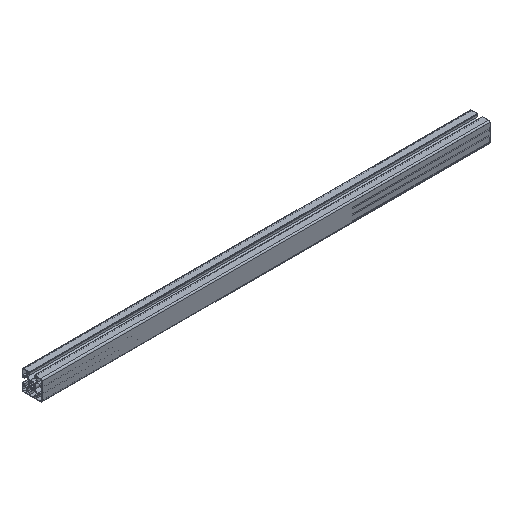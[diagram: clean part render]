
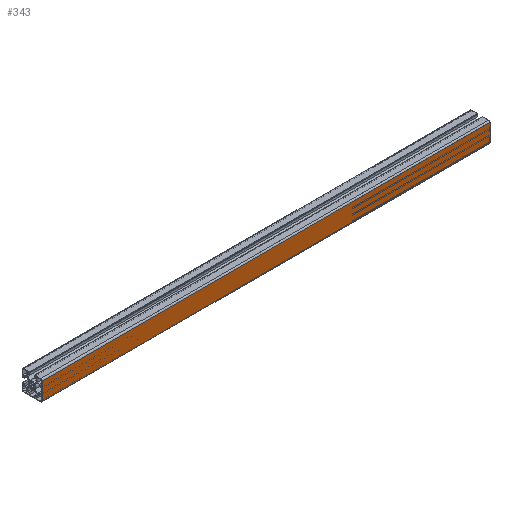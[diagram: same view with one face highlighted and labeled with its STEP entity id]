
A CAD part, isometric view. The second image highlights one B-rep face of the part: STEP entity #343.
In plain terms, the highlighted planar face has unit normal (0, -1, 0).
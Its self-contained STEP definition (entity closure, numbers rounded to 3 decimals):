
#343=ADVANCED_FACE('',(#709),#710,.T.);
#709=FACE_OUTER_BOUND('',#1109,.T.);
#710=PLANE('',#1110);
#1109=EDGE_LOOP('',(#1983,#1984,#1985,#1986));
#1110=AXIS2_PLACEMENT_3D('',#1987,#1988,#1989);
#1983=ORIENTED_EDGE('',*,*,#2849,.T.);
#1984=ORIENTED_EDGE('',*,*,#2850,.F.);
#1985=ORIENTED_EDGE('',*,*,#2851,.T.);
#1986=ORIENTED_EDGE('',*,*,#2846,.T.);
#1987=CARTESIAN_POINT('',(0.0,-22.5,0.));
#1988=DIRECTION('',(0.0,-1.0,0.0));
#1989=DIRECTION('',(0.0,0.0,-1.0));
#2846=EDGE_CURVE('',#3538,#3536,#3539,.T.);
#2849=EDGE_CURVE('',#3536,#3542,#3543,.T.);
#2850=EDGE_CURVE('',#3544,#3542,#3545,.T.);
#2851=EDGE_CURVE('',#3544,#3538,#3546,.T.);
#3536=VERTEX_POINT('',#4523);
#3538=VERTEX_POINT('',#4525);
#3539=LINE('',#4526,#4527);
#3542=VERTEX_POINT('',#4530);
#3543=LINE('',#4531,#4532);
#3544=VERTEX_POINT('',#4533);
#3545=LINE('',#4534,#4535);
#3546=LINE('',#4536,#4537);
#4523=CARTESIAN_POINT('',(1000.0,-22.5,-19.5));
#4525=CARTESIAN_POINT('',(0.0,-22.5,-19.5));
#4526=CARTESIAN_POINT('',(0.0,-22.5,-19.5));
#4527=VECTOR('',#5153,1.0);
#4530=CARTESIAN_POINT('',(1000.0,-22.5,19.5));
#4531=CARTESIAN_POINT('',(1000.0,-22.5,19.5));
#4532=VECTOR('',#5157,1.0);
#4533=CARTESIAN_POINT('',(0.0,-22.5,19.5));
#4534=CARTESIAN_POINT('',(0.0,-22.5,19.5));
#4535=VECTOR('',#5158,1.0);
#4536=CARTESIAN_POINT('',(0.0,-22.5,19.5));
#4537=VECTOR('',#5159,1.0);
#5153=DIRECTION('',(1.0,0.0,0.0));
#5157=DIRECTION('',(-0.0,0.0,1.0));
#5158=DIRECTION('',(1.0,0.0,0.0));
#5159=DIRECTION('',(0.0,0.0,-1.0));
